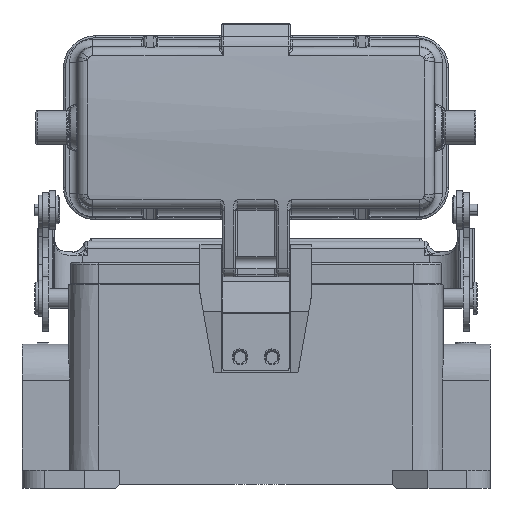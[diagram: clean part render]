
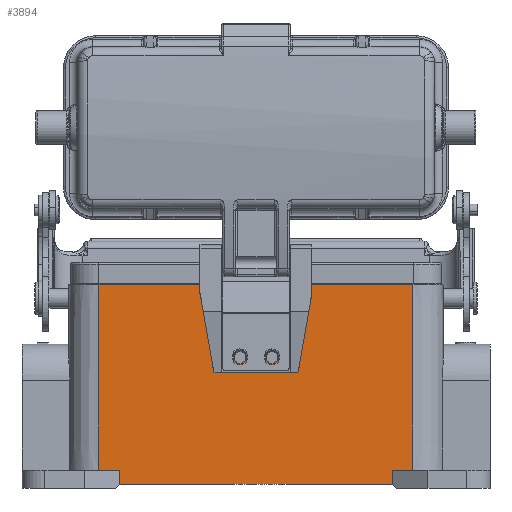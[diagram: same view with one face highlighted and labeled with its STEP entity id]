
A CAD part, front view. The second image highlights one B-rep face of the part: STEP entity #3894.
In plain terms, the highlighted planar face has unit normal (0, -1, 0.009).
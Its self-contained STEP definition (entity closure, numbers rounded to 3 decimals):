
#2706=PLANE('',#33433);
#3346=FACE_BOUND('',#8310,.T.);
#3347=FACE_BOUND('',#8311,.T.);
#3348=FACE_BOUND('',#8312,.T.);
#3349=FACE_BOUND('',#8313,.T.);
#3894=ADVANCED_FACE('',(#3346,#3347,#3348,#3349),#2706,.T.);
#8310=EDGE_LOOP('',(#15907));
#8311=EDGE_LOOP('',(#15908));
#8312=EDGE_LOOP('',(#15909));
#8313=EDGE_LOOP('',(#15910,#15911,#15912,#15913,#15914,#15915,#15916,#15917,
#15918,#15919,#15920,#15921));
#10342=LINE('',#45182,#12502);
#10343=LINE('',#45184,#12503);
#10355=LINE('',#45227,#12515);
#10360=LINE('',#45250,#12520);
#10367=LINE('',#45285,#12527);
#10396=LINE('',#45360,#12556);
#10399=LINE('',#45374,#12559);
#10406=LINE('',#45390,#12566);
#10540=LINE('',#45887,#12700);
#10553=LINE('',#45919,#12713);
#10555=LINE('',#45923,#12715);
#10556=LINE('',#45931,#12716);
#12502=VECTOR('',#36837,1.);
#12503=VECTOR('',#36840,1.);
#12515=VECTOR('',#36864,1.);
#12520=VECTOR('',#36877,1.);
#12527=VECTOR('',#36896,1.);
#12556=VECTOR('',#36969,1.);
#12559=VECTOR('',#36986,1.);
#12566=VECTOR('',#36997,1.);
#12700=VECTOR('',#37281,1.);
#12713=VECTOR('',#37314,1.);
#12715=VECTOR('',#37318,1.);
#12716=VECTOR('',#37327,1.);
#15907=ORIENTED_EDGE('',*,*,#27812,.F.);
#15908=ORIENTED_EDGE('',*,*,#27813,.F.);
#15909=ORIENTED_EDGE('',*,*,#27814,.F.);
#15910=ORIENTED_EDGE('',*,*,#27809,.T.);
#15911=ORIENTED_EDGE('',*,*,#27793,.T.);
#15912=ORIENTED_EDGE('',*,*,#27611,.F.);
#15913=ORIENTED_EDGE('',*,*,#27603,.T.);
#15914=ORIENTED_EDGE('',*,*,#27596,.F.);
#15915=ORIENTED_EDGE('',*,*,#27815,.T.);
#15916=ORIENTED_EDGE('',*,*,#27558,.F.);
#15917=ORIENTED_EDGE('',*,*,#27546,.T.);
#15918=ORIENTED_EDGE('',*,*,#27537,.T.);
#15919=ORIENTED_EDGE('',*,*,#27521,.T.);
#15920=ORIENTED_EDGE('',*,*,#27520,.F.);
#15921=ORIENTED_EDGE('',*,*,#27811,.F.);
#24274=VERTEX_POINT('',#45179);
#24275=VERTEX_POINT('',#45181);
#24276=VERTEX_POINT('',#45185);
#24289=VERTEX_POINT('',#45228);
#24295=VERTEX_POINT('',#45251);
#24305=VERTEX_POINT('',#45286);
#24326=VERTEX_POINT('',#45355);
#24328=VERTEX_POINT('',#45359);
#24333=VERTEX_POINT('',#45375);
#24340=VERTEX_POINT('',#45391);
#24460=VERTEX_POINT('',#45888);
#24469=VERTEX_POINT('',#45920);
#24470=VERTEX_POINT('',#45926);
#24471=VERTEX_POINT('',#45928);
#24472=VERTEX_POINT('',#45930);
#27520=EDGE_CURVE('',#24275,#24274,#10342,.T.);
#27521=EDGE_CURVE('',#24276,#24274,#10343,.T.);
#27537=EDGE_CURVE('',#24289,#24276,#10355,.T.);
#27546=EDGE_CURVE('',#24295,#24289,#10360,.T.);
#27558=EDGE_CURVE('',#24295,#24305,#10367,.T.);
#27596=EDGE_CURVE('',#24328,#24326,#10396,.T.);
#27603=EDGE_CURVE('',#24333,#24326,#10399,.T.);
#27611=EDGE_CURVE('',#24333,#24340,#10406,.T.);
#27793=EDGE_CURVE('',#24460,#24340,#10540,.T.);
#27809=EDGE_CURVE('',#24469,#24460,#10553,.T.);
#27811=EDGE_CURVE('',#24469,#24275,#10555,.T.);
#27812=EDGE_CURVE('',#24470,#24470,#31986,.T.);
#27813=EDGE_CURVE('',#24471,#24471,#31987,.T.);
#27814=EDGE_CURVE('',#24472,#24472,#31988,.T.);
#27815=EDGE_CURVE('',#24328,#24305,#10556,.T.);
#31986=CIRCLE('',#33430,1.5);
#31987=CIRCLE('',#33431,1.5);
#31988=CIRCLE('',#33432,1.5);
#33430=AXIS2_PLACEMENT_3D('',#45925,#37321,#37322);
#33431=AXIS2_PLACEMENT_3D('',#45927,#37323,#37324);
#33432=AXIS2_PLACEMENT_3D('',#45929,#37325,#37326);
#33433=AXIS2_PLACEMENT_3D('',#45932,#37328,#37329);
#36837=DIRECTION('',(1.,0.,0.));
#36840=DIRECTION('',(0.,-0.009,-1.));
#36864=DIRECTION('',(-1.,0.,0.));
#36877=DIRECTION('',(0.,0.009,1.));
#36896=DIRECTION('',(-1.,0.,0.));
#36969=DIRECTION('',(-1.,0.,0.));
#36986=DIRECTION('',(0.,-0.009,-1.));
#36997=DIRECTION('',(-1.,0.,0.));
#37281=DIRECTION('',(0.,-0.009,-1.));
#37314=DIRECTION('',(-1.,0.,0.));
#37318=DIRECTION('',(0.,-0.009,-1.));
#37321=DIRECTION('',(0.,-1.,0.009));
#37322=DIRECTION('',(1.,0.,0.));
#37323=DIRECTION('',(0.,-1.,0.009));
#37324=DIRECTION('',(1.,0.,0.));
#37325=DIRECTION('',(0.,-1.,0.009));
#37326=DIRECTION('',(1.,0.,0.));
#37327=DIRECTION('',(0.,0.009,1.));
#37328=DIRECTION('',(0.,-1.,0.009));
#37329=DIRECTION('',(-1.,0.,0.));
#45179=CARTESIAN_POINT('',(1.6,-21.526,21.5));
#45181=CARTESIAN_POINT('',(-1.6,-21.526,21.5));
#45182=CARTESIAN_POINT('',(-1.6,-21.526,21.5));
#45184=CARTESIAN_POINT('',(1.6,-21.5,24.5));
#45185=CARTESIAN_POINT('',(1.6,-21.5,24.5));
#45227=CARTESIAN_POINT('',(39.25,-21.5,24.5));
#45228=CARTESIAN_POINT('',(39.25,-21.5,24.5));
#45250=CARTESIAN_POINT('',(39.25,-21.906,-22.));
#45251=CARTESIAN_POINT('',(39.25,-21.906,-22.));
#45285=CARTESIAN_POINT('',(39.25,-21.906,-22.));
#45286=CARTESIAN_POINT('',(34.,-21.906,-22.));
#45355=CARTESIAN_POINT('',(-34.,-21.936,-25.5));
#45359=CARTESIAN_POINT('',(34.,-21.936,-25.5));
#45360=CARTESIAN_POINT('',(34.,-21.936,-25.5));
#45374=CARTESIAN_POINT('',(-34.,-21.906,-22.));
#45375=CARTESIAN_POINT('',(-34.,-21.906,-22.));
#45390=CARTESIAN_POINT('',(-34.,-21.906,-22.));
#45391=CARTESIAN_POINT('',(-39.25,-21.906,-22.));
#45887=CARTESIAN_POINT('',(-39.25,-21.5,24.5));
#45888=CARTESIAN_POINT('',(-39.25,-21.5,24.5));
#45919=CARTESIAN_POINT('',(-1.6,-21.5,24.5));
#45920=CARTESIAN_POINT('',(-1.6,-21.5,24.5));
#45923=CARTESIAN_POINT('',(-1.6,-21.5,24.5));
#45925=CARTESIAN_POINT('',(4.,-21.66,6.212));
#45926=CARTESIAN_POINT('',(5.5,-21.66,6.212));
#45927=CARTESIAN_POINT('',(0.,-21.542,19.712));
#45928=CARTESIAN_POINT('',(1.5,-21.542,19.712));
#45929=CARTESIAN_POINT('',(-4.,-21.66,6.212));
#45930=CARTESIAN_POINT('',(-2.5,-21.66,6.212));
#45931=CARTESIAN_POINT('',(34.,-21.936,-25.5));
#45932=CARTESIAN_POINT('',(-41.628,-21.5,24.5));
